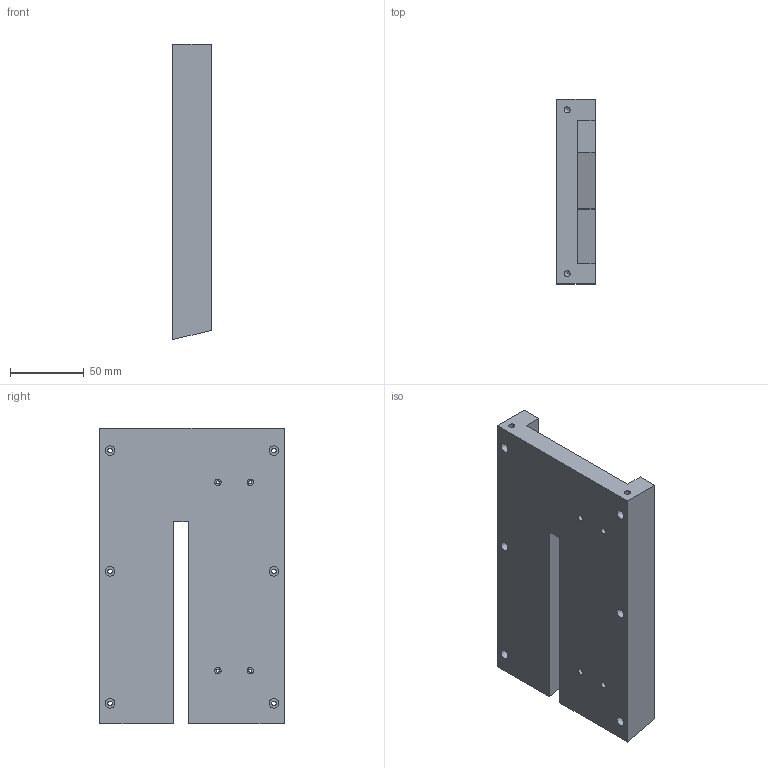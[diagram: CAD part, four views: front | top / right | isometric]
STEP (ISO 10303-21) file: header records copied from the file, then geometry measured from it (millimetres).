
FILE_DESCRIPTION(/* description */ ('STEP AP242','CAx-IF Rec.Pracs.---Representation and Presentation of Product Manufacturing Information (PMI)---4.0---2014-10-13','CAx-IF Rec.Pracs.---3D Tessellated Geometry---0.4---2014-09-14','2;1'),/* implementation_level */ '2;1');
FILE_NAME(/* name */ '646afc3d444c7e039afddf00',/* time_stamp */ '2023-05-22T05:23:10Z',/* author */ (''),/* organization */ (''),/* preprocessor_version */ 'ST-DEVELOPER v19.4',/* originating_system */ ' ',/* authorisation */ ' ');
FILE_SCHEMA (('AP242_MANAGED_MODEL_BASED_3D_ENGINEERING_MIM_LF { 1 0 10303 442 1 1 4 }'));
Length unit declared in the file: metre
Products named in the file (1): Back Plate
Bounding box: 26 x 125 x 200 mm (x, y, z)
Volume: 464822.2 mm3; surface area: 81060.5 mm2
Topology: 1 solids, 1 shells, 57 faces, 132 edges, 88 vertices
Faces by surface type: plane 33, cylinder 22, cone 2
Full cylindrical faces by diameter (mm): 2.2 x4, 3.2 x6, 4 x2, 4.4 x4, 6.5 x6
Entity records: 1544 total; most frequent: DIRECTION 264, CARTESIAN_POINT 248, ORIENTED_EDGE 208, FACE_BOUND 114, EDGE_LOOP 112, EDGE_CURVE 104, AXIS2_PLACEMENT_3D 102, VERTEX_POINT 86
